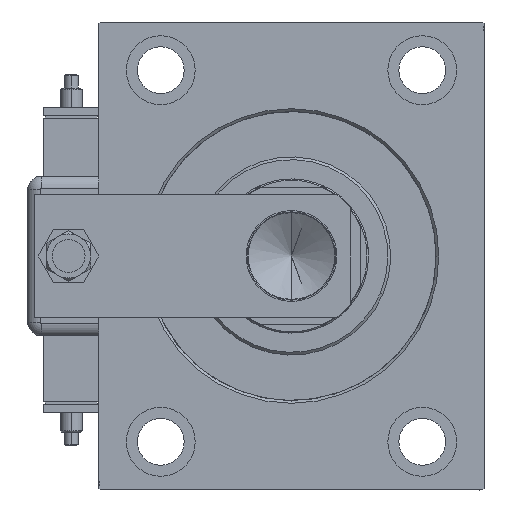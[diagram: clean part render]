
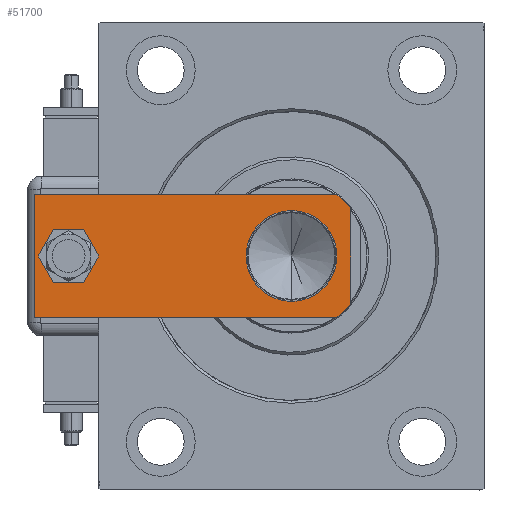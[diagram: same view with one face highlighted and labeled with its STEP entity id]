
A CAD part, left-side view. The second image highlights one B-rep face of the part: STEP entity #51700.
In plain terms, the highlighted face is planar.
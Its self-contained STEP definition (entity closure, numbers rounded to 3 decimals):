
#315 = CIRCLE ( 'NONE', #18135, 16.5 ) ;
#552 = EDGE_CURVE ( 'NONE', #42292, #57763, #50086, .T. ) ;
#1495 = LINE ( 'NONE', #14558, #42206 ) ;
#1536 = EDGE_CURVE ( 'NONE', #29673, #26477, #315, .T. ) ;
#2033 = ORIENTED_EDGE ( 'NONE', *, *, #8502, .F. ) ;
#2876 = ORIENTED_EDGE ( 'NONE', *, *, #60348, .F. ) ;
#3766 = CARTESIAN_POINT ( 'NONE',  ( 22.5, 5., 0. ) ) ;
#5032 = DIRECTION ( 'NONE',  ( 1., 0., 0. ) ) ;
#5307 = DIRECTION ( 'NONE',  ( 1., 0., 0. ) ) ;
#5993 = CARTESIAN_POINT ( 'NONE',  ( -17.5, 0., 0. ) ) ;
#7593 = CARTESIAN_POINT ( 'NONE',  ( -17.5, 0., 0. ) ) ;
#8502 = EDGE_CURVE ( 'NONE', #32008, #57763, #14996, .T. ) ;
#8555 = EDGE_LOOP ( 'NONE', ( #28022, #46183, #2033, #46681, #2876, #14035 ) ) ;
#9990 = DIRECTION ( 'NONE',  ( 1., 0., 0. ) ) ;
#10194 = DIRECTION ( 'NONE',  ( -0.707, -0.707, 0. ) ) ;
#10610 = AXIS2_PLACEMENT_3D ( 'NONE', #28887, #47801, #5307 ) ;
#11285 = CARTESIAN_POINT ( 'NONE',  ( -22.5, 5., 0. ) ) ;
#12901 = DIRECTION ( 'NONE',  ( 1., 0., 0. ) ) ;
#13207 = DIRECTION ( 'NONE',  ( 1., 0., 0. ) ) ;
#14035 = ORIENTED_EDGE ( 'NONE', *, *, #31796, .T. ) ;
#14091 = DIRECTION ( 'NONE',  ( 0., -1., 0. ) ) ;
#14558 = CARTESIAN_POINT ( 'NONE',  ( 22.5, 5., 0. ) ) ;
#14864 = CARTESIAN_POINT ( 'NONE',  ( -16.5, 21.5, 0. ) ) ;
#14996 = LINE ( 'NONE', #33903, #16713 ) ;
#16127 = VECTOR ( 'NONE', #37372, 1000. ) ;
#16713 = VECTOR ( 'NONE', #14091, 1000. ) ;
#17452 = AXIS2_PLACEMENT_3D ( 'NONE', #32123, #56280, #12901 ) ;
#17548 = DIRECTION ( 'NONE',  ( 0., 0., 1. ) ) ;
#18135 = AXIS2_PLACEMENT_3D ( 'NONE', #59986, #17548, #13207 ) ;
#18710 = FACE_OUTER_BOUND ( 'NONE', #8555, .T. ) ;
#19002 = CARTESIAN_POINT ( 'NONE',  ( 0., 0., 0. ) ) ;
#21435 = CIRCLE ( 'NONE', #17452, 7. ) ;
#22493 = EDGE_CURVE ( 'NONE', #26477, #29673, #28970, .T. ) ;
#23669 = FACE_BOUND ( 'NONE', #54105, .T. ) ;
#24493 = CIRCLE ( 'NONE', #10610, 7. ) ;
#24671 = VERTEX_POINT ( 'NONE', #24931 ) ;
#24931 = CARTESIAN_POINT ( 'NONE',  ( 17.5, 0., 0. ) ) ;
#26108 = VERTEX_POINT ( 'NONE', #31334 ) ;
#26477 = VERTEX_POINT ( 'NONE', #14864 ) ;
#26981 = AXIS2_PLACEMENT_3D ( 'NONE', #33566, #52480, #9990 ) ;
#26983 = DIRECTION ( 'NONE',  ( 0., 1., 0. ) ) ;
#28022 = ORIENTED_EDGE ( 'NONE', *, *, #36592, .F. ) ;
#28887 = CARTESIAN_POINT ( 'NONE',  ( 0., 102.5, 0. ) ) ;
#28970 = CIRCLE ( 'NONE', #26981, 16.5 ) ;
#29522 = EDGE_LOOP ( 'NONE', ( #56492, #37706 ) ) ;
#29673 = VERTEX_POINT ( 'NONE', #40527 ) ;
#29731 = ORIENTED_EDGE ( 'NONE', *, *, #22493, .T. ) ;
#30523 = LINE ( 'NONE', #59630, #60046 ) ;
#31334 = CARTESIAN_POINT ( 'NONE',  ( 22.5, 115., 0. ) ) ;
#31796 = EDGE_CURVE ( 'NONE', #39902, #24671, #1495, .T. ) ;
#32008 = VERTEX_POINT ( 'NONE', #60687 ) ;
#32123 = CARTESIAN_POINT ( 'NONE',  ( 0., 102.5, 0. ) ) ;
#32380 = EDGE_CURVE ( 'NONE', #59218, #55356, #21435, .T. ) ;
#32759 = LINE ( 'NONE', #33069, #43197 ) ;
#33069 = CARTESIAN_POINT ( 'NONE',  ( -22.5, 0., 0. ) ) ;
#33566 = CARTESIAN_POINT ( 'NONE',  ( 0., 21.5, 0. ) ) ;
#33903 = CARTESIAN_POINT ( 'NONE',  ( -22.5, 115., 0. ) ) ;
#36592 = EDGE_CURVE ( 'NONE', #42292, #24671, #32759, .T. ) ;
#36906 = LINE ( 'NONE', #51167, #53549 ) ;
#37013 = DIRECTION ( 'NONE',  ( 0., 0., 1. ) ) ;
#37372 = DIRECTION ( 'NONE',  ( -0.707, 0.707, 0. ) ) ;
#37618 = FACE_BOUND ( 'NONE', #29522, .T. ) ;
#37706 = ORIENTED_EDGE ( 'NONE', *, *, #46861, .T. ) ;
#39902 = VERTEX_POINT ( 'NONE', #3766 ) ;
#40527 = CARTESIAN_POINT ( 'NONE',  ( 16.5, 21.5, 0. ) ) ;
#40739 = CARTESIAN_POINT ( 'NONE',  ( 7., 102.5, 0. ) ) ;
#42206 = VECTOR ( 'NONE', #10194, 1000. ) ;
#42292 = VERTEX_POINT ( 'NONE', #5993 ) ;
#42451 = CARTESIAN_POINT ( 'NONE',  ( -7., 102.5, 0. ) ) ;
#43197 = VECTOR ( 'NONE', #50763, 1000. ) ;
#43495 = AXIS2_PLACEMENT_3D ( 'NONE', #19002, #37013, #5032 ) ;
#44628 = EDGE_CURVE ( 'NONE', #26108, #32008, #30523, .T. ) ;
#44776 = DIRECTION ( 'NONE',  ( -1., 0., 0. ) ) ;
#46183 = ORIENTED_EDGE ( 'NONE', *, *, #552, .T. ) ;
#46681 = ORIENTED_EDGE ( 'NONE', *, *, #44628, .F. ) ;
#46861 = EDGE_CURVE ( 'NONE', #55356, #59218, #24493, .T. ) ;
#47520 = PLANE ( 'NONE',  #43495 ) ;
#47801 = DIRECTION ( 'NONE',  ( 0., 0., 1. ) ) ;
#50086 = LINE ( 'NONE', #7593, #16127 ) ;
#50763 = DIRECTION ( 'NONE',  ( 1., 0., 0. ) ) ;
#51167 = CARTESIAN_POINT ( 'NONE',  ( 22.5, 0., 0. ) ) ;
#51700 = ADVANCED_FACE ( 'NONE', ( #18710, #37618, #23669 ), #47520, .F. ) ;
#52480 = DIRECTION ( 'NONE',  ( 0., 0., 1. ) ) ;
#53549 = VECTOR ( 'NONE', #26983, 1000. ) ;
#54105 = EDGE_LOOP ( 'NONE', ( #29731, #56434 ) ) ;
#55356 = VERTEX_POINT ( 'NONE', #40739 ) ;
#56280 = DIRECTION ( 'NONE',  ( 0., 0., 1. ) ) ;
#56434 = ORIENTED_EDGE ( 'NONE', *, *, #1536, .T. ) ;
#56492 = ORIENTED_EDGE ( 'NONE', *, *, #32380, .T. ) ;
#57763 = VERTEX_POINT ( 'NONE', #11285 ) ;
#59218 = VERTEX_POINT ( 'NONE', #42451 ) ;
#59630 = CARTESIAN_POINT ( 'NONE',  ( 22.5, 115., 0. ) ) ;
#59986 = CARTESIAN_POINT ( 'NONE',  ( 0., 21.5, 0. ) ) ;
#60046 = VECTOR ( 'NONE', #44776, 1000. ) ;
#60348 = EDGE_CURVE ( 'NONE', #39902, #26108, #36906, .T. ) ;
#60687 = CARTESIAN_POINT ( 'NONE',  ( -22.5, 115., 0. ) ) ;
